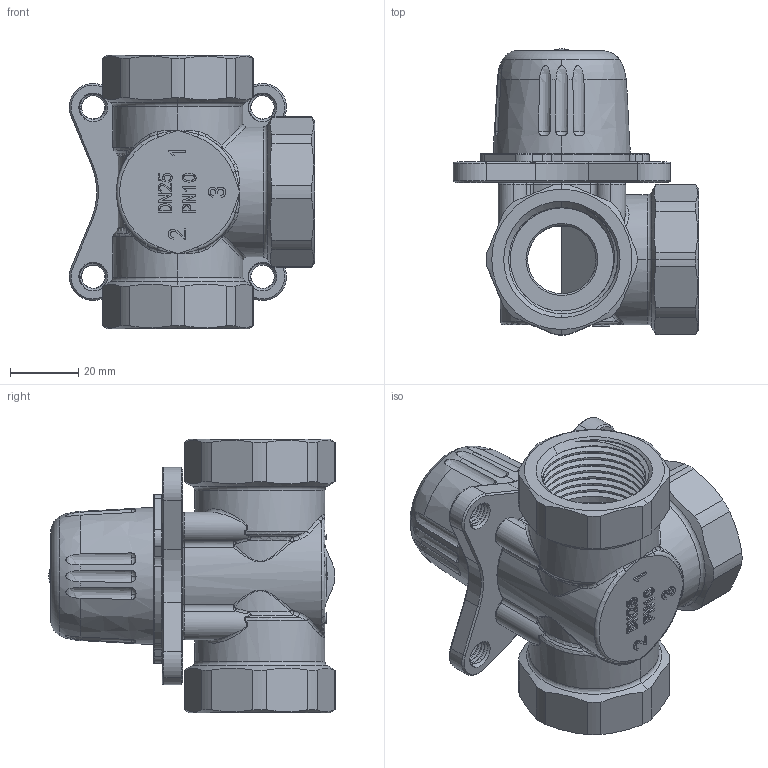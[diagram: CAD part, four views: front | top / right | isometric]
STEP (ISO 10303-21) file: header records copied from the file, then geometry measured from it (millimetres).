
FILE_DESCRIPTION (( 'STEP AP214' ), '1' );
FILE_NAME ('25.STEP', '2023-09-19T07:58:56', ( '' ), ( '' ), 'SwSTEP 2.0', 'SolidWorks 2018', '' );
FILE_SCHEMA (( 'AUTOMOTIVE_DESIGN' ));
Length unit declared in the file: millimetre
Products named in the file (1): 25
Bounding box: 71.74 x 83.62 x 80 mm (x, y, z)
Surface area: 43341 mm2 (no closed solid volume)
Topology: 0 solids, 27 shells, 1274 faces, 3221 edges, 2048 vertices
Faces by surface type: plane 424, bspline 362, cylinder 296, torus 100, cone 88, sphere 4
Entity records: 79333 total; most frequent: CARTESIAN_POINT 37983, ORIENTED_EDGE 6410, DIRECTION 4642, EDGE_CURVE 3209, VERTEX_POINT 2048, AXIS2_PLACEMENT_3D 1657, EDGE_LOOP 1371, LINE 1328
